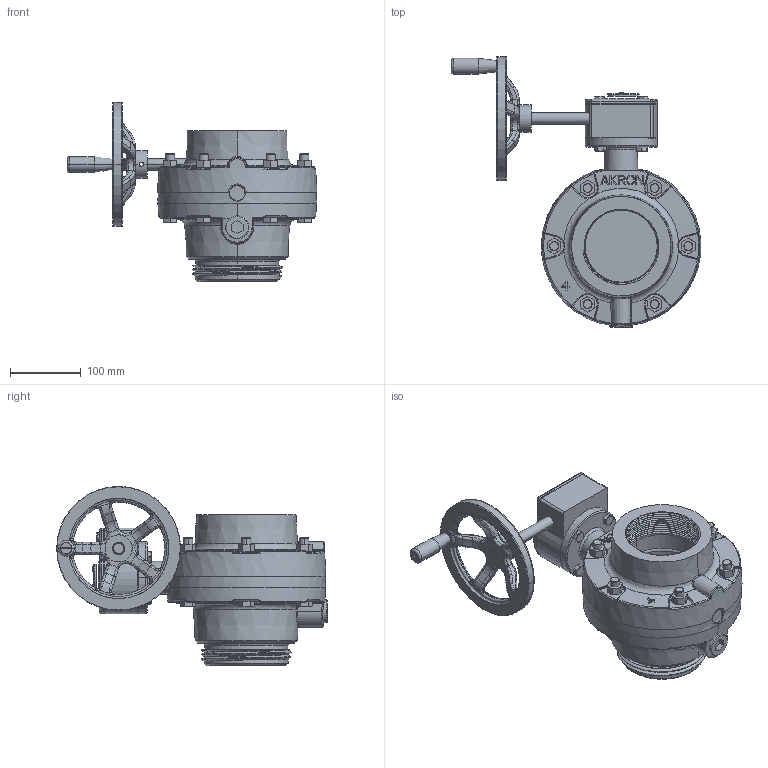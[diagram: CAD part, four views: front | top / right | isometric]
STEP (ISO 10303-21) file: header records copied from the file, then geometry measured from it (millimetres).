
FILE_DESCRIPTION((''),'2;1');
FILE_NAME('79402005','2013-06-27T',('sobri'),(''),'PRO/ENGINEER BY PARAMETRIC TECHNOLOGY CORPORATION, 2011180','PRO/ENGINEER BY PARAMETRIC TECHNOLOGY CORPORATION, 2011180','');
FILE_SCHEMA(('CONFIG_CONTROL_DESIGN'));
Products named in the file (1): 79402005
Bounding box: 352.09 x 381.38 x 252.44 mm (x, y, z)
Surface area: 537080.6 mm2 (no closed solid volume)
Topology: 0 solids, 68 shells, 1231 faces, 4136 edges, 2903 vertices
Faces by surface type: plane 359, bspline 331, cone 182, cylinder 173, torus 168, sphere 18
Entity records: 61855 total; most frequent: CARTESIAN_POINT 29574, ORIENTED_EDGE 6727, DIRECTION 5864, EDGE_CURVE 4136, VERTEX_POINT 2903, AXIS2_PLACEMENT_3D 2195, VECTOR 1474, LINE 1474
